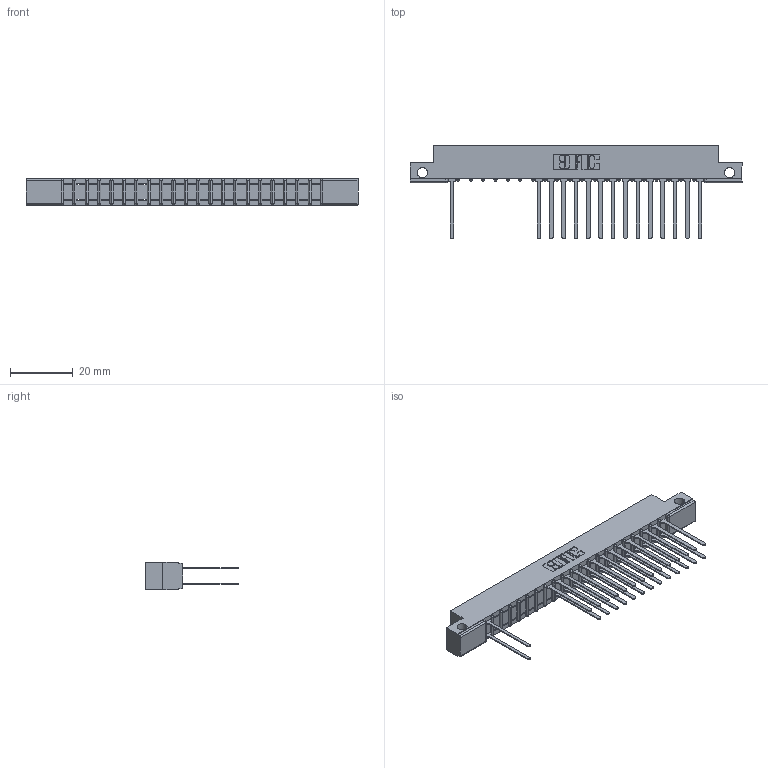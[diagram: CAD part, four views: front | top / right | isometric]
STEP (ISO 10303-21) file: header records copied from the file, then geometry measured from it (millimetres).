
FILE_DESCRIPTION (( 'STEP AP203' ), '1' );
FILE_NAME ('307-042-540-212.STEP', '2018-08-05T18:16:36', ( '' ), ( '' ), 'SwSTEP 2.0', 'SolidWorks 2016', '' );
FILE_SCHEMA (( 'CONFIG_CONTROL_DESIGN' ));
Length unit declared in the file: inch
Products named in the file (3): 307-290-001_540; 307-042-540-212; 307 Part_.128 Dia Side Mounting Holes
Assembly tree (30 placements, depth 2):
  307-042-540-212
    307 Part_.128 Dia Side Mounting Holes
    307-290-001_540  x29
Bounding box: 106.22 x 30 x 8.71 mm (x, y, z)
Volume: 6865.9 mm3; surface area: 11866.5 mm2
Topology: 30 solids, 30 shells, 1604 faces, 4509 edges, 2906 vertices
Faces by surface type: plane 1047, cylinder 513, sphere 44
Entity records: 20818 total; most frequent: CARTESIAN_POINT 3464, ORIENTED_EDGE 3442, DIRECTION 3389, EDGE_CURVE 1721, VECTOR 1311, LINE 1311, VERTEX_POINT 1114, AXIS2_PLACEMENT_3D 1039
